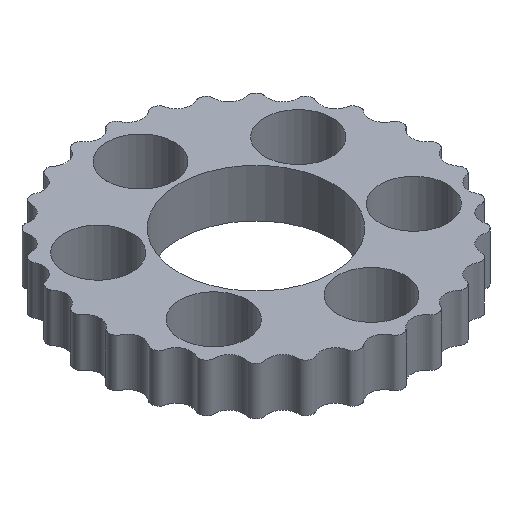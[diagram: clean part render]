
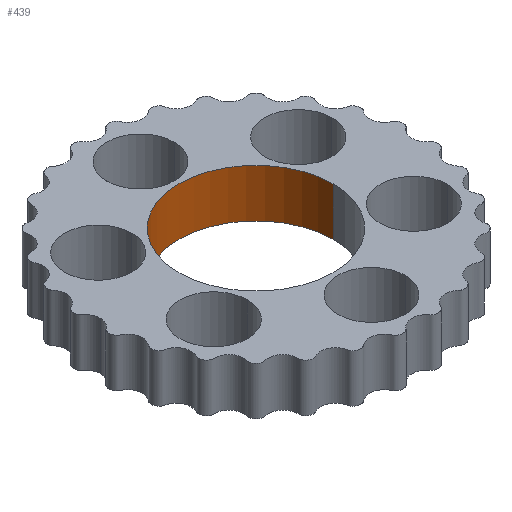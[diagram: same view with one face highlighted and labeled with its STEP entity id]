
A CAD part, isometric view. The second image highlights one B-rep face of the part: STEP entity #439.
In plain terms, the highlighted cylindrical face has radius 8 mm (diameter 16 mm), a partial arc.
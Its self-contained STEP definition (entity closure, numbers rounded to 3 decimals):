
#234 = DIRECTION ( 'NONE',  ( 1., 0., 0. ) ) ;
#278 = DIRECTION ( 'NONE',  ( 0., 0., 1. ) ) ;
#341 = CIRCLE ( 'NONE', #2911, 8. ) ;
#410 = LINE ( 'NONE', #942, #3374 ) ;
#439 = ADVANCED_FACE ( 'NONE', ( #1842 ), #2297, .F. ) ;
#447 = VERTEX_POINT ( 'NONE', #524 ) ;
#471 = VERTEX_POINT ( 'NONE', #1441 ) ;
#524 = CARTESIAN_POINT ( 'NONE',  ( -8., 0., 0. ) ) ;
#706 = DIRECTION ( 'NONE',  ( 0., 0., 1. ) ) ;
#942 = CARTESIAN_POINT ( 'NONE',  ( -8., 0., 0. ) ) ;
#1087 = EDGE_CURVE ( 'NONE', #3032, #447, #3130, .T. ) ;
#1135 = AXIS2_PLACEMENT_3D ( 'NONE', #2342, #3273, #3528 ) ;
#1137 = CARTESIAN_POINT ( 'NONE',  ( 0., 0., 0. ) ) ;
#1164 = ORIENTED_EDGE ( 'NONE', *, *, #3791, .T. ) ;
#1167 = LINE ( 'NONE', #2958, #1451 ) ;
#1441 = CARTESIAN_POINT ( 'NONE',  ( 8., 0., 5. ) ) ;
#1451 = VECTOR ( 'NONE', #278, 1000. ) ;
#1545 = ORIENTED_EDGE ( 'NONE', *, *, #1087, .F. ) ;
#1617 = ORIENTED_EDGE ( 'NONE', *, *, #2409, .T. ) ;
#1832 = AXIS2_PLACEMENT_3D ( 'NONE', #1137, #2931, #234 ) ;
#1842 = FACE_OUTER_BOUND ( 'NONE', #3524, .T. ) ;
#2297 = CYLINDRICAL_SURFACE ( 'NONE', #1832, 8. ) ;
#2307 = ORIENTED_EDGE ( 'NONE', *, *, #2693, .F. ) ;
#2342 = CARTESIAN_POINT ( 'NONE',  ( 0., 0., 0. ) ) ;
#2409 = EDGE_CURVE ( 'NONE', #3032, #471, #1167, .T. ) ;
#2693 = EDGE_CURVE ( 'NONE', #447, #2997, #410, .T. ) ;
#2880 = CARTESIAN_POINT ( 'NONE',  ( 0., 0., 5. ) ) ;
#2911 = AXIS2_PLACEMENT_3D ( 'NONE', #2880, #3432, #3742 ) ;
#2931 = DIRECTION ( 'NONE',  ( 0., 0., 1. ) ) ;
#2958 = CARTESIAN_POINT ( 'NONE',  ( 8., 0., 0. ) ) ;
#2997 = VERTEX_POINT ( 'NONE', #3685 ) ;
#3032 = VERTEX_POINT ( 'NONE', #3413 ) ;
#3130 = CIRCLE ( 'NONE', #1135, 8. ) ;
#3273 = DIRECTION ( 'NONE',  ( 0., 0., 1. ) ) ;
#3374 = VECTOR ( 'NONE', #706, 1000. ) ;
#3413 = CARTESIAN_POINT ( 'NONE',  ( 8., 0., 0. ) ) ;
#3432 = DIRECTION ( 'NONE',  ( 0., 0., 1. ) ) ;
#3524 = EDGE_LOOP ( 'NONE', ( #2307, #1545, #1617, #1164 ) ) ;
#3528 = DIRECTION ( 'NONE',  ( 1., 0., 0. ) ) ;
#3685 = CARTESIAN_POINT ( 'NONE',  ( -8., 0., 5. ) ) ;
#3742 = DIRECTION ( 'NONE',  ( 1., 0., 0. ) ) ;
#3791 = EDGE_CURVE ( 'NONE', #471, #2997, #341, .T. ) ;
